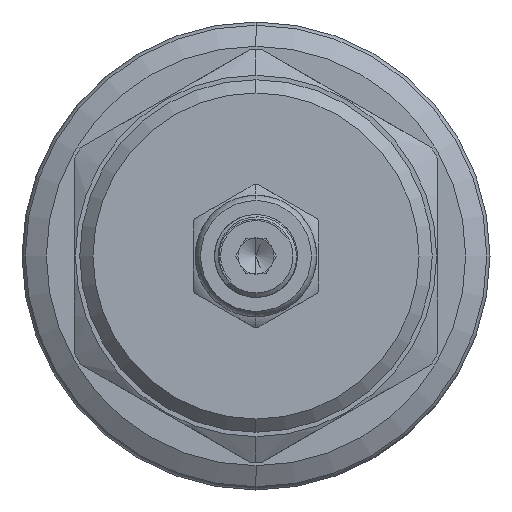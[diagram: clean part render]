
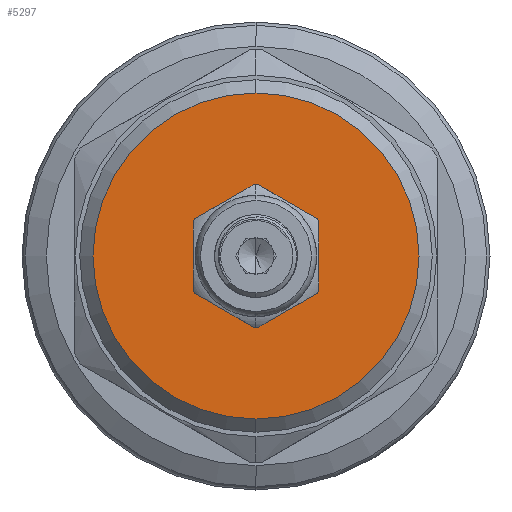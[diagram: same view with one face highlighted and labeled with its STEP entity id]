
A CAD part, left-side view. The second image highlights one B-rep face of the part: STEP entity #5297.
In plain terms, the highlighted planar face has unit normal (-1, 0, 0).
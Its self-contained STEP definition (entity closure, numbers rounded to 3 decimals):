
#121 = VERTEX_POINT ( 'NONE', #9194 ) ;
#150 = EDGE_CURVE ( 'NONE', #15102, #3349, #14822, .T. ) ;
#399 = CARTESIAN_POINT ( 'NONE',  ( -20., 0., -6.875 ) ) ;
#715 = FACE_OUTER_BOUND ( 'NONE', #1126, .T. ) ;
#983 = EDGE_CURVE ( 'NONE', #121, #5970, #9724, .T. ) ;
#1005 = ORIENTED_EDGE ( 'NONE', *, *, #150, .T. ) ;
#1116 = PLANE ( 'NONE',  #3247 ) ;
#1126 = EDGE_LOOP ( 'NONE', ( #7461, #1005 ) ) ;
#1258 = DIRECTION ( 'NONE',  ( 0., 0., -1. ) ) ;
#2011 = CARTESIAN_POINT ( 'NONE',  ( -20., 0., 0. ) ) ;
#2749 = AXIS2_PLACEMENT_3D ( 'NONE', #8107, #9337, #9286 ) ;
#2754 = FACE_BOUND ( 'NONE', #10759, .T. ) ;
#3247 = AXIS2_PLACEMENT_3D ( 'NONE', #7040, #5010, #4696 ) ;
#3349 = VERTEX_POINT ( 'NONE', #9686 ) ;
#3643 = DIRECTION ( 'NONE',  ( -1., 0., 0. ) ) ;
#3759 = EDGE_CURVE ( 'NONE', #3349, #15102, #10062, .T. ) ;
#4269 = CARTESIAN_POINT ( 'NONE',  ( -20., 0., 18.5 ) ) ;
#4270 = DIRECTION ( 'NONE',  ( -1., 0., 0. ) ) ;
#4696 = DIRECTION ( 'NONE',  ( 0., 0., -1. ) ) ;
#5010 = DIRECTION ( 'NONE',  ( 1., 0., 0. ) ) ;
#5263 = ORIENTED_EDGE ( 'NONE', *, *, #983, .F. ) ;
#5297 = ADVANCED_FACE ( 'NONE', ( #2754, #715 ), #1116, .F. ) ;
#5970 = VERTEX_POINT ( 'NONE', #399 ) ;
#6454 = DIRECTION ( 'NONE',  ( 0., 0., 1. ) ) ;
#7040 = CARTESIAN_POINT ( 'NONE',  ( -20., 18.5, 0. ) ) ;
#7461 = ORIENTED_EDGE ( 'NONE', *, *, #3759, .T. ) ;
#8107 = CARTESIAN_POINT ( 'NONE',  ( -20., 0., 0. ) ) ;
#8623 = AXIS2_PLACEMENT_3D ( 'NONE', #14260, #3643, #14209 ) ;
#9194 = CARTESIAN_POINT ( 'NONE',  ( -20., 0., 6.875 ) ) ;
#9286 = DIRECTION ( 'NONE',  ( 0., 0., -1. ) ) ;
#9337 = DIRECTION ( 'NONE',  ( -1., 0., 0. ) ) ;
#9585 = DIRECTION ( 'NONE',  ( -1., 0., 0. ) ) ;
#9609 = EDGE_CURVE ( 'NONE', #5970, #121, #12320, .T. ) ;
#9686 = CARTESIAN_POINT ( 'NONE',  ( -20., 0., -18.5 ) ) ;
#9724 = CIRCLE ( 'NONE', #10197, 6.875 ) ;
#10062 = CIRCLE ( 'NONE', #15100, 18.5 ) ;
#10197 = AXIS2_PLACEMENT_3D ( 'NONE', #2011, #9585, #1258 ) ;
#10759 = EDGE_LOOP ( 'NONE', ( #5263, #11552 ) ) ;
#11401 = CARTESIAN_POINT ( 'NONE',  ( -20., 0., 0. ) ) ;
#11552 = ORIENTED_EDGE ( 'NONE', *, *, #9609, .F. ) ;
#12320 = CIRCLE ( 'NONE', #2749, 6.875 ) ;
#14209 = DIRECTION ( 'NONE',  ( 0., 0., 1. ) ) ;
#14260 = CARTESIAN_POINT ( 'NONE',  ( -20., 0., 0. ) ) ;
#14822 = CIRCLE ( 'NONE', #8623, 18.5 ) ;
#15100 = AXIS2_PLACEMENT_3D ( 'NONE', #11401, #4270, #6454 ) ;
#15102 = VERTEX_POINT ( 'NONE', #4269 ) ;
